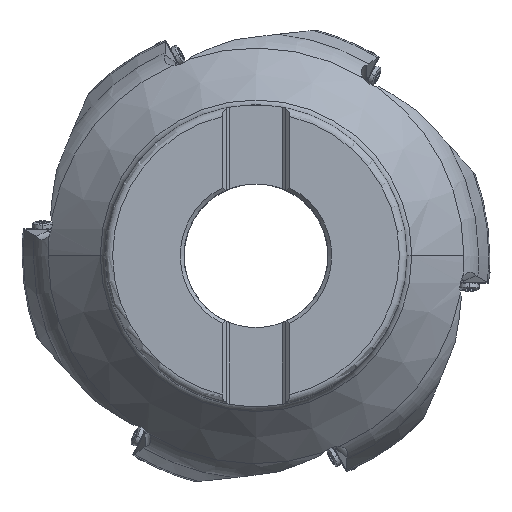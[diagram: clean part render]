
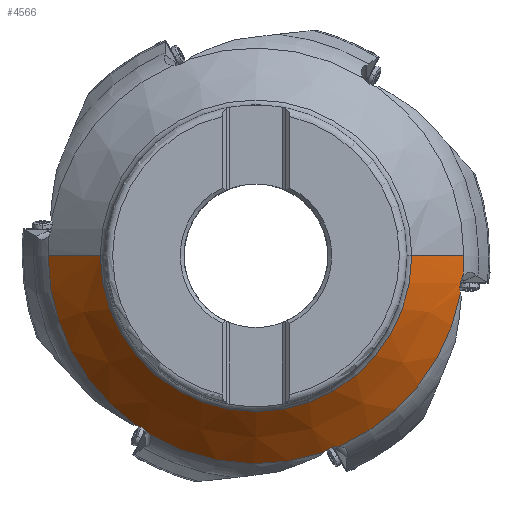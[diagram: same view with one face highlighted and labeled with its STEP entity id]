
A CAD part, top view. The second image highlights one B-rep face of the part: STEP entity #4566.
In plain terms, the highlighted conical face has half-angle 42 degrees and reference radius 48.192 mm.
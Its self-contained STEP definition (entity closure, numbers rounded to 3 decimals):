
#271=CONICAL_SURFACE('',#17995,48.192,42.);
#581=B_SPLINE_CURVE_WITH_KNOTS('',3,(#27176,#27177,#27178,#27179,#27180,
#27181,#27182,#27183,#27184,#27185,#27186,#27187,#27188),.UNSPECIFIED.,
 .F.,.F.,(4,3,3,3,4),(0.,0.261,0.522,0.786,
1.),.UNSPECIFIED.);
#680=B_SPLINE_CURVE_WITH_KNOTS('',3,(#28883,#28884,#28885,#28886,#28887,
#28888,#28889,#28890,#28891,#28892,#28893,#28894,#28895),.UNSPECIFIED.,
 .F.,.F.,(4,3,3,3,4),(0.,0.261,0.522,0.786,
1.),.UNSPECIFIED.);
#705=B_SPLINE_CURVE_WITH_KNOTS('',3,(#29221,#29222,#29223,#29224,#29225,
#29226,#29227,#29228,#29229,#29230,#29231,#29232,#29233),.UNSPECIFIED.,
 .F.,.F.,(4,3,3,3,4),(0.,0.261,0.522,0.786,
1.),.UNSPECIFIED.);
#1691=LINE('',#29215,#2753);
#1692=LINE('',#29219,#2754);
#2753=VECTOR('',#20612,1.);
#2754=VECTOR('',#20615,1.);
#3722=FACE_OUTER_BOUND('',#5952,.T.);
#4566=ADVANCED_FACE('',(#3722),#271,.T.);
#5952=EDGE_LOOP('',(#8144,#8145,#8146,#8147,#8148,#8149,#8150,#8151,#8152,
#8153));
#8144=ORIENTED_EDGE('',*,*,#14382,.T.);
#8145=ORIENTED_EDGE('',*,*,#14450,.F.);
#8146=ORIENTED_EDGE('',*,*,#14451,.T.);
#8147=ORIENTED_EDGE('',*,*,#14071,.F.);
#8148=ORIENTED_EDGE('',*,*,#14066,.T.);
#8149=ORIENTED_EDGE('',*,*,#14449,.F.);
#8150=ORIENTED_EDGE('',*,*,#14452,.T.);
#8151=ORIENTED_EDGE('',*,*,#14447,.F.);
#8152=ORIENTED_EDGE('',*,*,#14395,.T.);
#8153=ORIENTED_EDGE('',*,*,#14384,.F.);
#12232=VERTEX_POINT('',#27140);
#12233=VERTEX_POINT('',#27142);
#12237=VERTEX_POINT('',#27189);
#12475=VERTEX_POINT('',#28873);
#12476=VERTEX_POINT('',#28875);
#12477=VERTEX_POINT('',#28896);
#12483=VERTEX_POINT('',#28935);
#12512=VERTEX_POINT('',#29216);
#12513=VERTEX_POINT('',#29218);
#12514=VERTEX_POINT('',#29234);
#14066=EDGE_CURVE('',#12233,#12232,#16208,.T.);
#14071=EDGE_CURVE('',#12233,#12237,#581,.T.);
#14382=EDGE_CURVE('',#12476,#12475,#16275,.T.);
#14384=EDGE_CURVE('',#12476,#12477,#680,.T.);
#14395=EDGE_CURVE('',#12483,#12477,#16279,.T.);
#14447=EDGE_CURVE('',#12483,#12512,#1691,.T.);
#14449=EDGE_CURVE('',#12513,#12232,#1692,.T.);
#14450=EDGE_CURVE('',#12514,#12475,#705,.T.);
#14451=EDGE_CURVE('',#12514,#12237,#16305,.T.);
#14452=EDGE_CURVE('',#12513,#12512,#16306,.T.);
#16208=CIRCLE('',#17799,55.099);
#16275=CIRCLE('',#17932,55.099);
#16279=CIRCLE('',#17943,55.099);
#16305=CIRCLE('',#17993,55.099);
#16306=CIRCLE('',#17994,41.284);
#17799=AXIS2_PLACEMENT_3D('',#27141,#20079,#20080);
#17932=AXIS2_PLACEMENT_3D('',#28874,#20485,#20486);
#17943=AXIS2_PLACEMENT_3D('',#28934,#20508,#20509);
#17993=AXIS2_PLACEMENT_3D('',#29235,#20618,#20619);
#17994=AXIS2_PLACEMENT_3D('',#29236,#20620,#20621);
#17995=AXIS2_PLACEMENT_3D('',#29237,#20622,#20623);
#20079=DIRECTION('',(0.,0.,1.));
#20080=DIRECTION('',(0.995,-0.102,0.));
#20485=DIRECTION('',(0.,0.,1.));
#20486=DIRECTION('',(-0.514,-0.858,0.));
#20508=DIRECTION('',(0.,0.,1.));
#20509=DIRECTION('',(-1.,0.,0.));
#20612=DIRECTION('',(0.669,0.,0.743));
#20615=DIRECTION('',(0.669,0.,-0.743));
#20618=DIRECTION('',(0.,0.,1.));
#20619=DIRECTION('',(0.4,-0.917,0.));
#20620=DIRECTION('',(0.,0.,-1.));
#20621=DIRECTION('',(1.,0.,0.));
#20622=DIRECTION('',(0.,0.,-1.));
#20623=DIRECTION('',(1.,0.,0.));
#27140=CARTESIAN_POINT('',(55.099,0.,-34.769));
#27141=CARTESIAN_POINT('',(0.,0.,-34.769));
#27142=CARTESIAN_POINT('',(54.814,-5.597,-34.769));
#27176=CARTESIAN_POINT('',(54.814,-5.597,-34.769));
#27177=CARTESIAN_POINT('',(54.62,-5.896,-34.588));
#27178=CARTESIAN_POINT('',(54.453,-6.244,-34.446));
#27179=CARTESIAN_POINT('',(54.327,-6.613,-34.357));
#27180=CARTESIAN_POINT('',(54.201,-6.982,-34.268));
#27181=CARTESIAN_POINT('',(54.113,-7.382,-34.229));
#27182=CARTESIAN_POINT('',(54.068,-7.779,-34.242));
#27183=CARTESIAN_POINT('',(54.021,-8.181,-34.255));
#27184=CARTESIAN_POINT('',(54.017,-8.59,-34.319));
#27185=CARTESIAN_POINT('',(54.05,-8.979,-34.427));
#27186=CARTESIAN_POINT('',(54.077,-9.295,-34.514));
#27187=CARTESIAN_POINT('',(54.13,-9.603,-34.631));
#27188=CARTESIAN_POINT('',(54.204,-9.893,-34.769));
#27189=CARTESIAN_POINT('',(54.204,-9.893,-34.769));
#28873=CARTESIAN_POINT('',(17.99,-52.08,-34.769));
#28874=CARTESIAN_POINT('',(0.,0.,-34.769));
#28875=CARTESIAN_POINT('',(-28.321,-47.264,-34.769));
#28883=CARTESIAN_POINT('',(-28.321,-47.264,-34.769));
#28884=CARTESIAN_POINT('',(-28.509,-46.961,-34.588));
#28885=CARTESIAN_POINT('',(-28.753,-46.662,-34.446));
#28886=CARTESIAN_POINT('',(-29.034,-46.391,-34.357));
#28887=CARTESIAN_POINT('',(-29.315,-46.121,-34.268));
#28888=CARTESIAN_POINT('',(-29.639,-45.872,-34.229));
#28889=CARTESIAN_POINT('',(-29.98,-45.662,-34.242));
#28890=CARTESIAN_POINT('',(-30.324,-45.45,-34.255));
#28891=CARTESIAN_POINT('',(-30.693,-45.272,-34.319));
#28892=CARTESIAN_POINT('',(-31.059,-45.137,-34.427));
#28893=CARTESIAN_POINT('',(-31.357,-45.028,-34.514));
#28894=CARTESIAN_POINT('',(-31.658,-44.945,-34.631));
#28895=CARTESIAN_POINT('',(-31.952,-44.889,-34.769));
#28896=CARTESIAN_POINT('',(-31.952,-44.889,-34.769));
#28934=CARTESIAN_POINT('',(0.,0.,-34.769));
#28935=CARTESIAN_POINT('',(-55.099,0.,-34.769));
#29215=CARTESIAN_POINT('',(-55.099,0.,-34.769));
#29216=CARTESIAN_POINT('',(-41.284,0.,-19.426));
#29218=CARTESIAN_POINT('',(41.284,0.,-19.426));
#29219=CARTESIAN_POINT('',(41.284,0.,-19.426));
#29221=CARTESIAN_POINT('',(22.032,-50.503,-34.769));
#29222=CARTESIAN_POINT('',(21.676,-50.48,-34.588));
#29223=CARTESIAN_POINT('',(21.291,-50.505,-34.446));
#29224=CARTESIAN_POINT('',(20.908,-50.577,-34.357));
#29225=CARTESIAN_POINT('',(20.525,-50.648,-34.268));
#29226=CARTESIAN_POINT('',(20.133,-50.768,-34.229));
#29227=CARTESIAN_POINT('',(19.765,-50.923,-34.242));
#29228=CARTESIAN_POINT('',(19.392,-51.08,-34.255));
#29229=CARTESIAN_POINT('',(19.033,-51.277,-34.319));
#29230=CARTESIAN_POINT('',(18.711,-51.497,-34.427));
#29231=CARTESIAN_POINT('',(18.449,-51.676,-34.514));
#29232=CARTESIAN_POINT('',(18.206,-51.873,-34.631));
#29233=CARTESIAN_POINT('',(17.99,-52.08,-34.769));
#29234=CARTESIAN_POINT('',(22.032,-50.503,-34.769));
#29235=CARTESIAN_POINT('',(0.,0.,-34.769));
#29236=CARTESIAN_POINT('',(0.,0.,-19.426));
#29237=CARTESIAN_POINT('',(0.,0.,-27.098));
